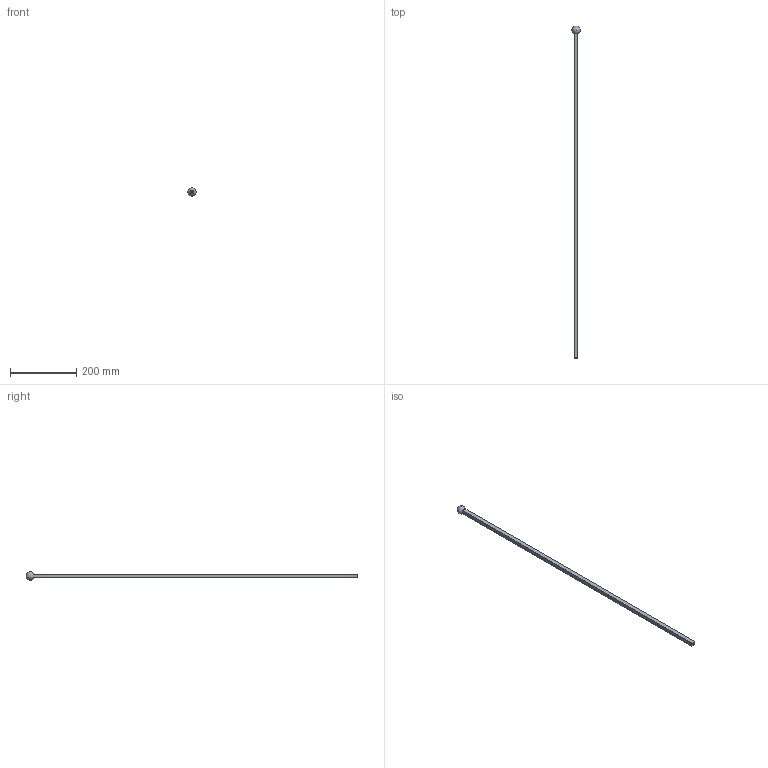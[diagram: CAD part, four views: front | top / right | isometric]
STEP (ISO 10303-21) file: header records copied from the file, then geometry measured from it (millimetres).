
FILE_DESCRIPTION (( 'STEP AP203' ), '1' );
FILE_NAME ('1307-IT.STEP', '2022-06-14T12:39:55', ( '' ), ( '' ), 'SwSTEP 2.0', 'SolidWorks 2018', '' );
FILE_SCHEMA (( 'CONFIG_CONTROL_DESIGN' ));
Length unit declared in the file: millimetre
Products named in the file (1): 1307-IT
Bounding box: 24.82 x 999.91 x 25 mm (x, y, z)
Volume: 148727.7 mm3; surface area: 48858.1 mm2
Topology: 1 solids, 1 shells, 224 faces, 609 edges, 406 vertices
Faces by surface type: plane 132, bspline 91, sphere 1
Entity records: 11121 total; most frequent: CARTESIAN_POINT 6022, ORIENTED_EDGE 1212, DIRECTION 696, EDGE_CURVE 606, VECTOR 420, LINE 420, VERTEX_POINT 404, EDGE_LOOP 244
